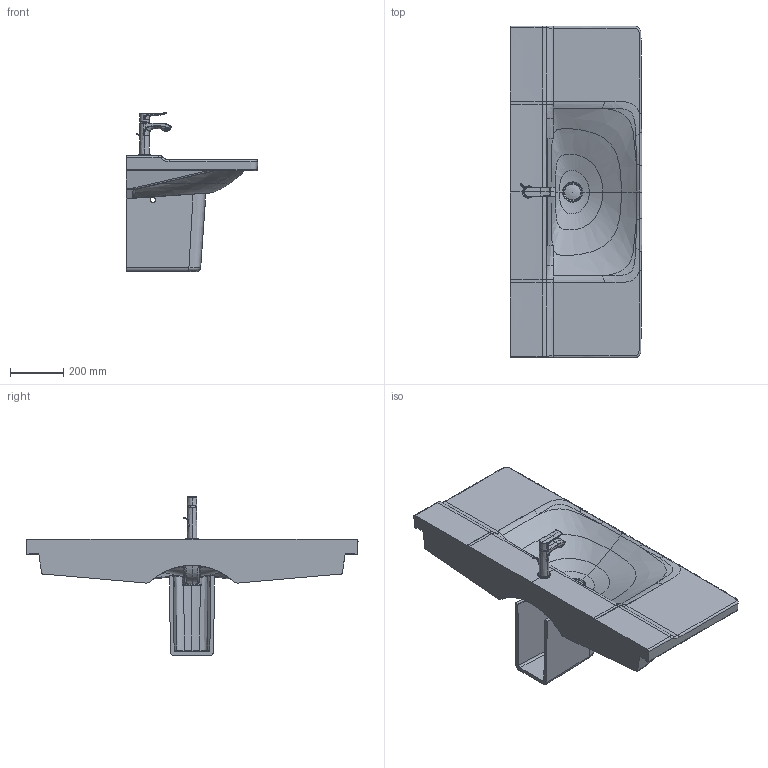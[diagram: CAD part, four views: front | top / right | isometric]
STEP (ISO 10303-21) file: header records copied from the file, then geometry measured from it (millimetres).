
FILE_DESCRIPTION((''),'2;1');
FILE_NAME('233212_085837.stp','2015-11-10T16:02:32',('Administrator'),(''),'Autodesk Inventor 2011','Autodesk Inventor 2011','');
FILE_SCHEMA(('CONFIG_CONTROL_DESIGN'));
Length unit declared in the file: millimetre
Products named in the file (15): 233212_085837; 233212; 085837; WT-Armatur HANSGROHE METRIS; Gehäuse; Rosette Citerio; Griff_HWB_Metris; Griffstopfen; Zugstange Griff; Rosette Talis; Neoperl Strahler; Strahlreglerhuelse; Strahler; Kelch; Stopfen
Assembly tree (14 placements, depth 4):
  233212_085837
    233212
    085837
    WT-Armatur HANSGROHE METRIS
      Gehäuse
      Rosette Citerio
      Griff_HWB_Metris
      Griffstopfen
      Zugstange Griff
      Rosette Talis
      Neoperl Strahler
        Strahlreglerhuelse
        Strahler
    Kelch
    Stopfen
Bounding box: 494.74 x 1249.83 x 599.27 mm (x, y, z)
Volume: 27249671.4 mm3; surface area: 2384360.3 mm2
Topology: 12 solids, 12 shells, 1549 faces, 4304 edges, 2767 vertices
Faces by surface type: bspline 567, plane 518, cylinder 357, torus 48, cone 47, sphere 12
Full cylindrical faces by diameter (mm): 4 x1, 5 x1, 5.2 x1, 5.325 x1, 5.4 x1, 8.875 x1, 12.35 x1, 15.75 x1, 16 x1, 17.5 x1, 17.7 x1, 19.97 x1, 20 x2, 20.1 x1, 20.88 x1, 21 x1, 22.5 x2, 24 x2, 25 x1, 31.3 x1, 42 x1, 44 x1, 46 x2, 60 x1
Entity records: 186162 total; most frequent: CARTESIAN_POINT 148847, ORIENTED_EDGE 8422, DIRECTION 5897, EDGE_CURVE 4211, VERTEX_POINT 2745, AXIS2_PLACEMENT_3D 2326, EDGE_LOOP 1635, B_SPLINE_CURVE_WITH_KNOTS 1593
